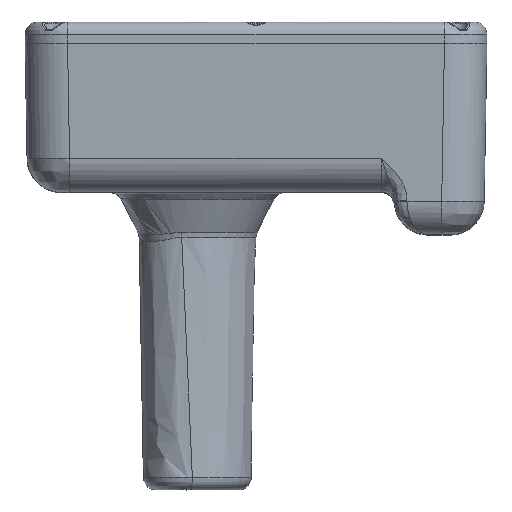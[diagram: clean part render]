
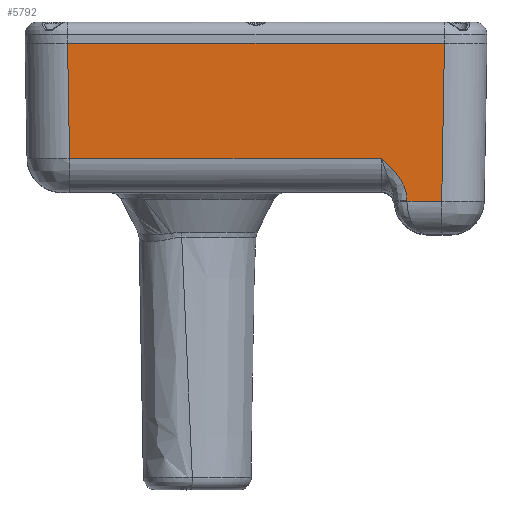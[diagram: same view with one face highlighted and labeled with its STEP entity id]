
A CAD part, top view. The second image highlights one B-rep face of the part: STEP entity #5792.
In plain terms, the highlighted planar face has unit normal (0, -0.018, 1).
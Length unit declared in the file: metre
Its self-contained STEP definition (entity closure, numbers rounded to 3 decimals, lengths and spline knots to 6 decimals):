
#41 = EDGE_CURVE ( 'NONE', #7428, #26105, #22799, .T. ) ;
#97 = CARTESIAN_POINT ( 'NONE',  ( 0.035501, -0.01964, 0.001185 ) ) ;
#354 = CARTESIAN_POINT ( 'NONE',  ( 0.0355, -0.019436, 0.001188 ) ) ;
#405 = VECTOR ( 'NONE', #8911, 1. ) ;
#412 = CARTESIAN_POINT ( 'NONE',  ( 0.044334, 0.0175, 0.001833 ) ) ;
#1188 = VECTOR ( 'NONE', #7407, 1. ) ;
#1700 = CARTESIAN_POINT ( 'NONE',  ( 0.0295, -0.00964, 0.001359 ) ) ;
#2058 = ORIENTED_EDGE ( 'NONE', *, *, #41, .F. ) ;
#2168 = EDGE_CURVE ( 'NONE', #21522, #7500, #26303, .T. ) ;
#2190 = CARTESIAN_POINT ( 'NONE',  ( 0.0355, -0.019581, 0.001186 ) ) ;
#2342 = LINE ( 'NONE', #15814, #21456 ) ;
#2399 = CARTESIAN_POINT ( 'NONE',  ( 0.03414, -0.014741, 0.00127 ) ) ;
#2728 = CARTESIAN_POINT ( 'NONE',  ( -0.0175, 0.0175, 0.001833 ) ) ;
#2749 = CARTESIAN_POINT ( 'NONE',  ( -0.0175, -0.0875, 0. ) ) ;
#3006 = VECTOR ( 'NONE', #13933, 1. ) ;
#3026 = CARTESIAN_POINT ( 'NONE',  ( 0.0355, -0.0875, 0. ) ) ;
#3280 = VERTEX_POINT ( 'NONE', #6328 ) ;
#3284 = FACE_OUTER_BOUND ( 'NONE', #10625, .T. ) ;
#3476 = EDGE_CURVE ( 'NONE', #7428, #4847, #26990, .T. ) ;
#3630 = ORIENTED_EDGE ( 'NONE', *, *, #24312, .T. ) ;
#3853 = EDGE_CURVE ( 'NONE', #7500, #4117, #23093, .T. ) ;
#3899 = CARTESIAN_POINT ( 'NONE',  ( 0.0355, -0.019436, 0.001188 ) ) ;
#4117 = VERTEX_POINT ( 'NONE', #15606 ) ;
#4631 = ORIENTED_EDGE ( 'NONE', *, *, #11911, .T. ) ;
#4847 = VERTEX_POINT ( 'NONE', #24952 ) ;
#4880 = CARTESIAN_POINT ( 'NONE',  ( 0.032333, -0.012389, 0.001311 ) ) ;
#4992 = CARTESIAN_POINT ( 'NONE',  ( -0.042494, -0.087936, -0.000008 ) ) ;
#5022 = CARTESIAN_POINT ( 'NONE',  ( 0.035268, -0.017478, 0.001222 ) ) ;
#5792 = ADVANCED_FACE ( 'NONE', ( #3284 ), #20620, .T. ) ;
#6328 = CARTESIAN_POINT ( 'NONE',  ( 0.043686, -0.01964, 0.001185 ) ) ;
#6935 = CARTESIAN_POINT ( 'NONE',  ( 0.035451, -0.018445, 0.001205 ) ) ;
#6987 = LINE ( 'NONE', #13871, #405 ) ;
#7407 = DIRECTION ( 'NONE',  ( 1., 0., 0. ) ) ;
#7428 = VERTEX_POINT ( 'NONE', #27674 ) ;
#7500 = VERTEX_POINT ( 'NONE', #3899 ) ;
#8608 = DIRECTION ( 'NONE',  ( 0.017, 1., 0.017 ) ) ;
#8798 = CARTESIAN_POINT ( 'NONE',  ( 0.0355, -0.019611, 0.001185 ) ) ;
#8911 = DIRECTION ( 'NONE',  ( 1., 0., 0. ) ) ;
#9585 = ORIENTED_EDGE ( 'NONE', *, *, #18559, .T. ) ;
#10584 = ORIENTED_EDGE ( 'NONE', *, *, #3853, .T. ) ;
#10625 = EDGE_LOOP ( 'NONE', ( #13414, #19230, #10584, #3630, #4631, #9585, #2058, #13950 ) ) ;
#10834 = CARTESIAN_POINT ( 'NONE',  ( 0.0355, -0.019552, 0.001186 ) ) ;
#11253 = EDGE_CURVE ( 'NONE', #4847, #21522, #6987, .T. ) ;
#11911 = EDGE_CURVE ( 'NONE', #14946, #3280, #2342, .T. ) ;
#12257 = DIRECTION ( 'NONE',  ( 1., 0., 0. ) ) ;
#12477 = DIRECTION ( 'NONE',  ( 0., -0.017, 1. ) ) ;
#13414 = ORIENTED_EDGE ( 'NONE', *, *, #11253, .T. ) ;
#13524 = CARTESIAN_POINT ( 'NONE',  ( 0.031997, -0.012028, 0.001317 ) ) ;
#13819 = CARTESIAN_POINT ( 'NONE',  ( 0.03096, -0.010972, 0.001336 ) ) ;
#13871 = CARTESIAN_POINT ( 'NONE',  ( -0.0175, -0.00964, 0.001359 ) ) ;
#13933 = DIRECTION ( 'NONE',  ( 0.017, -1., -0.017 ) ) ;
#13950 = ORIENTED_EDGE ( 'NONE', *, *, #3476, .T. ) ;
#14946 = VERTEX_POINT ( 'NONE', #97 ) ;
#15606 = CARTESIAN_POINT ( 'NONE',  ( 0.0355, -0.019552, 0.001186 ) ) ;
#15814 = CARTESIAN_POINT ( 'NONE',  ( 0.043549, -0.01964, 0.001185 ) ) ;
#17923 = VECTOR ( 'NONE', #8608, 1. ) ;
#18064 = CARTESIAN_POINT ( 'NONE',  ( 0.030229, -0.010305, 0.001347 ) ) ;
#18559 = EDGE_CURVE ( 'NONE', #3280, #26105, #24283, .T. ) ;
#19230 = ORIENTED_EDGE ( 'NONE', *, *, #2168, .T. ) ;
#19639 = CARTESIAN_POINT ( 'NONE',  ( 0.035501, -0.01964, 0.001185 ) ) ;
#20409 = CARTESIAN_POINT ( 'NONE',  ( 0.035134, -0.017, 0.001231 ) ) ;
#20620 = PLANE ( 'NONE',  #22267 ) ;
#21287 = DIRECTION ( 'NONE',  ( 0., -1., -0.017 ) ) ;
#21456 = VECTOR ( 'NONE', #12257, 1. ) ;
#21522 = VERTEX_POINT ( 'NONE', #1700 ) ;
#22267 = AXIS2_PLACEMENT_3D ( 'NONE', #2749, #12477, #21287 ) ;
#22476 = CARTESIAN_POINT ( 'NONE',  ( 0.032976, -0.013139, 0.001298 ) ) ;
#22758 = CARTESIAN_POINT ( 'NONE',  ( 0.034618, -0.0156, 0.001255 ) ) ;
#22799 = LINE ( 'NONE', #2728, #1188 ) ;
#23093 = LINE ( 'NONE', #3026, #24559 ) ;
#23520 = DIRECTION ( 'NONE',  ( 0., -1., -0.017 ) ) ;
#24283 = LINE ( 'NONE', #24431, #17923 ) ;
#24312 = EDGE_CURVE ( 'NONE', #4117, #14946, #27097, .T. ) ;
#24431 = CARTESIAN_POINT ( 'NONE',  ( 0.044337, 0.017674, 0.001836 ) ) ;
#24559 = VECTOR ( 'NONE', #23520, 1. ) ;
#24815 = CARTESIAN_POINT ( 'NONE',  ( 0.0355, -0.018936, 0.001197 ) ) ;
#24952 = CARTESIAN_POINT ( 'NONE',  ( -0.043861, -0.00964, 0.001359 ) ) ;
#26105 = VERTEX_POINT ( 'NONE', #412 ) ;
#26303 = B_SPLINE_CURVE_WITH_KNOTS ( 'NONE', 3,
 ( #26872, #18064, #13819, #13524, #4880, #22476, #27018, #2399, #22758, #20409, #5022, #6935, #24815, #354 ),
 .UNSPECIFIED., .F., .F.,
 ( 4, 2, 2, 2, 2, 2, 4 ),
 ( -0.000015, 0.002944, 0.004424, 0.005904, 0.008864, 0.010344, 0.011823 ),
 .UNSPECIFIED. ) ;
#26872 = CARTESIAN_POINT ( 'NONE',  ( 0.0295, -0.00964, 0.001359 ) ) ;
#26990 = LINE ( 'NONE', #4992, #3006 ) ;
#27018 = CARTESIAN_POINT ( 'NONE',  ( 0.033285, -0.01353, 0.001291 ) ) ;
#27097 =( BOUNDED_CURVE ( )  B_SPLINE_CURVE ( 3, ( #10834, #2190, #8798, #19639 ),
 .UNSPECIFIED., .F., .F. ) 
 B_SPLINE_CURVE_WITH_KNOTS ( ( 4, 4 ),
 ( 4.712389, 4.729842 ),
 .UNSPECIFIED. ) 
 CURVE ( )  GEOMETRIC_REPRESENTATION_ITEM ( )  RATIONAL_B_SPLINE_CURVE ( ( 1., 1., 1., 1. ) ) 
 REPRESENTATION_ITEM ( '' )  );
#27674 = CARTESIAN_POINT ( 'NONE',  ( -0.044334, 0.0175, 0.001833 ) ) ;
